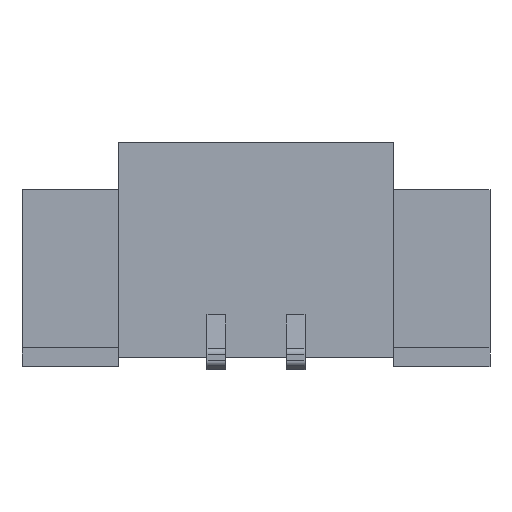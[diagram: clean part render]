
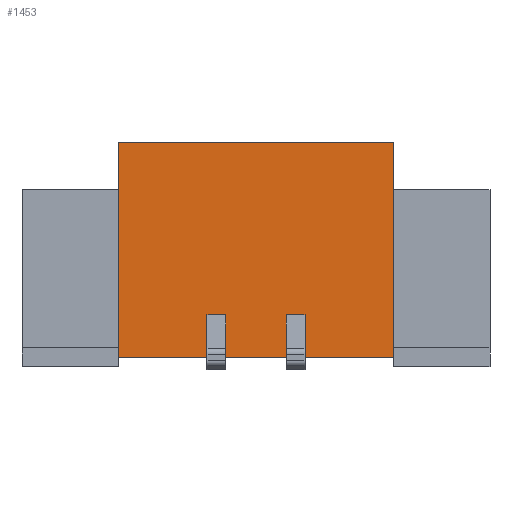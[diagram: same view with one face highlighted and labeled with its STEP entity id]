
A CAD part, left-side view. The second image highlights one B-rep face of the part: STEP entity #1453.
In plain terms, the highlighted planar face has unit normal (-1, 0, 0).
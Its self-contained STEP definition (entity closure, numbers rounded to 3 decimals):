
#31=FACE_BOUND('',#138,.T.);
#32=FACE_BOUND('',#139,.T.);
#53=FACE_OUTER_BOUND('',#137,.T.);
#137=EDGE_LOOP('',(#997,#998,#999,#1000));
#138=EDGE_LOOP('',(#1001,#1002,#1003,#1004));
#139=EDGE_LOOP('',(#1005,#1006,#1007,#1008));
#237=LINE('',#2085,#433);
#238=LINE('',#2087,#434);
#239=LINE('',#2089,#435);
#240=LINE('',#2090,#436);
#241=LINE('',#2093,#437);
#242=LINE('',#2095,#438);
#243=LINE('',#2097,#439);
#244=LINE('',#2098,#440);
#245=LINE('',#2101,#441);
#246=LINE('',#2103,#442);
#247=LINE('',#2105,#443);
#248=LINE('',#2106,#444);
#433=VECTOR('',#1689,10.);
#434=VECTOR('',#1690,10.);
#435=VECTOR('',#1691,10.);
#436=VECTOR('',#1692,10.);
#437=VECTOR('',#1693,10.);
#438=VECTOR('',#1694,10.);
#439=VECTOR('',#1695,10.);
#440=VECTOR('',#1696,10.);
#441=VECTOR('',#1697,10.);
#442=VECTOR('',#1698,10.);
#443=VECTOR('',#1699,10.);
#444=VECTOR('',#1700,10.);
#621=VERTEX_POINT('',#2083);
#622=VERTEX_POINT('',#2084);
#623=VERTEX_POINT('',#2086);
#624=VERTEX_POINT('',#2088);
#625=VERTEX_POINT('',#2091);
#626=VERTEX_POINT('',#2092);
#627=VERTEX_POINT('',#2094);
#628=VERTEX_POINT('',#2096);
#629=VERTEX_POINT('',#2099);
#630=VERTEX_POINT('',#2100);
#631=VERTEX_POINT('',#2102);
#632=VERTEX_POINT('',#2104);
#765=EDGE_CURVE('',#621,#622,#237,.T.);
#766=EDGE_CURVE('',#622,#623,#238,.T.);
#767=EDGE_CURVE('',#624,#623,#239,.T.);
#768=EDGE_CURVE('',#621,#624,#240,.T.);
#769=EDGE_CURVE('',#625,#626,#241,.T.);
#770=EDGE_CURVE('',#625,#627,#242,.T.);
#771=EDGE_CURVE('',#627,#628,#243,.T.);
#772=EDGE_CURVE('',#626,#628,#244,.T.);
#773=EDGE_CURVE('',#629,#630,#245,.T.);
#774=EDGE_CURVE('',#629,#631,#246,.T.);
#775=EDGE_CURVE('',#631,#632,#247,.T.);
#776=EDGE_CURVE('',#630,#632,#248,.T.);
#997=ORIENTED_EDGE('',*,*,#765,.T.);
#998=ORIENTED_EDGE('',*,*,#766,.T.);
#999=ORIENTED_EDGE('',*,*,#767,.F.);
#1000=ORIENTED_EDGE('',*,*,#768,.F.);
#1001=ORIENTED_EDGE('',*,*,#769,.F.);
#1002=ORIENTED_EDGE('',*,*,#770,.T.);
#1003=ORIENTED_EDGE('',*,*,#771,.T.);
#1004=ORIENTED_EDGE('',*,*,#772,.F.);
#1005=ORIENTED_EDGE('',*,*,#773,.F.);
#1006=ORIENTED_EDGE('',*,*,#774,.T.);
#1007=ORIENTED_EDGE('',*,*,#775,.T.);
#1008=ORIENTED_EDGE('',*,*,#776,.F.);
#1375=PLANE('',#1555);
#1453=ADVANCED_FACE('',(#53,#31,#32),#1375,.T.);
#1555=AXIS2_PLACEMENT_3D('',#2082,#1687,#1688);
#1687=DIRECTION('center_axis',(-1.,0.,0.));
#1688=DIRECTION('ref_axis',(0.,0.,-1.));
#1689=DIRECTION('',(0.,0.,-1.));
#1690=DIRECTION('',(0.,-1.,0.));
#1691=DIRECTION('',(0.,0.,-1.));
#1692=DIRECTION('',(0.,-1.,0.));
#1693=DIRECTION('',(0.,1.,0.));
#1694=DIRECTION('',(0.,0.,-1.));
#1695=DIRECTION('',(0.,1.,0.));
#1696=DIRECTION('',(0.,0.,-1.));
#1697=DIRECTION('',(0.,1.,0.));
#1698=DIRECTION('',(0.,0.,-1.));
#1699=DIRECTION('',(0.,1.,0.));
#1700=DIRECTION('',(0.,0.,-1.));
#2082=CARTESIAN_POINT('Origin',(10.6,0.,2.83));
#2083=CARTESIAN_POINT('',(10.6,0.,2.83));
#2084=CARTESIAN_POINT('',(10.6,0.,-0.57));
#2085=CARTESIAN_POINT('',(10.6,0.,2.83));
#2086=CARTESIAN_POINT('',(10.6,-4.35,-0.57));
#2087=CARTESIAN_POINT('',(10.6,0.,-0.57));
#2088=CARTESIAN_POINT('',(10.6,-4.35,2.83));
#2089=CARTESIAN_POINT('',(10.6,-4.35,2.83));
#2090=CARTESIAN_POINT('',(10.6,0.,2.83));
#2091=CARTESIAN_POINT('',(10.6,-1.7,0.1));
#2092=CARTESIAN_POINT('',(10.6,-1.4,0.1));
#2093=CARTESIAN_POINT('',(10.6,-1.7,0.1));
#2094=CARTESIAN_POINT('',(10.6,-1.7,-0.5));
#2095=CARTESIAN_POINT('',(10.6,-1.7,2.83));
#2096=CARTESIAN_POINT('',(10.6,-1.4,-0.5));
#2097=CARTESIAN_POINT('',(10.6,-1.7,-0.5));
#2098=CARTESIAN_POINT('',(10.6,-1.4,2.83));
#2099=CARTESIAN_POINT('',(10.6,-2.95,0.1));
#2100=CARTESIAN_POINT('',(10.6,-2.65,0.1));
#2101=CARTESIAN_POINT('',(10.6,-2.95,0.1));
#2102=CARTESIAN_POINT('',(10.6,-2.95,-0.5));
#2103=CARTESIAN_POINT('',(10.6,-2.95,2.83));
#2104=CARTESIAN_POINT('',(10.6,-2.65,-0.5));
#2105=CARTESIAN_POINT('',(10.6,-2.95,-0.5));
#2106=CARTESIAN_POINT('',(10.6,-2.65,2.83));
